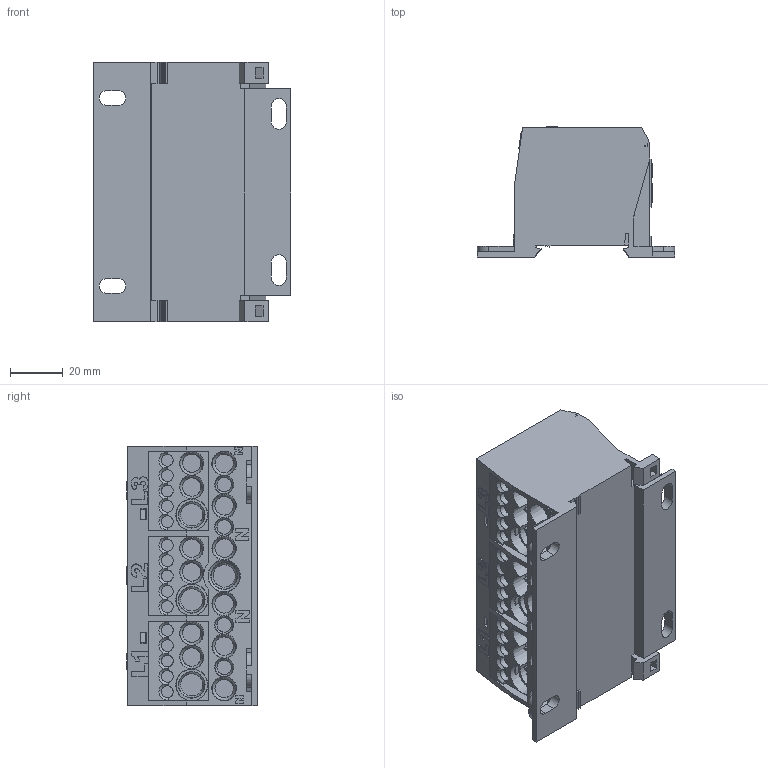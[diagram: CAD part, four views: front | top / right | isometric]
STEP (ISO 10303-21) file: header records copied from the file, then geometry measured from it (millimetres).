
FILE_DESCRIPTION(('FreeCAD Model'),'2;1');
FILE_NAME('1747_SVB_125_4.stp','2018-09-01T18:41:45',('Author'),(''), 'Open CASCADE STEP processor 7.2','FreeCAD','Unknown');
FILE_SCHEMA(('AUTOMOTIVE_DESIGN { 1 0 10303 214 1 1 1 1 }'));
Products named in the file (1): 1747_SVB_125_4
Bounding box: 74.5 x 49.3 x 98 mm (x, y, z)
Volume: 181467.9 mm3; surface area: 54010.9 mm2
Topology: 1 solids, 3 shells, 1504 faces, 4010 edges, 2685 vertices
Faces by surface type: plane 1078, bspline 183, cylinder 118, cone 94, sphere 31
Full cylindrical faces by diameter (mm): 4.5 x15, 6 x9, 7.02 x4, 7.5 x9, 10.025 x1
Entity records: 132431 total; most frequent: CARTESIAN_POINT 55465, DIRECTION 12982, LINE 8841, VECTOR 8841, ORIENTED_EDGE 8018, PCURVE 8018, DEFINITIONAL_REPRESENTATION 8018, EDGE_CURVE 4009
